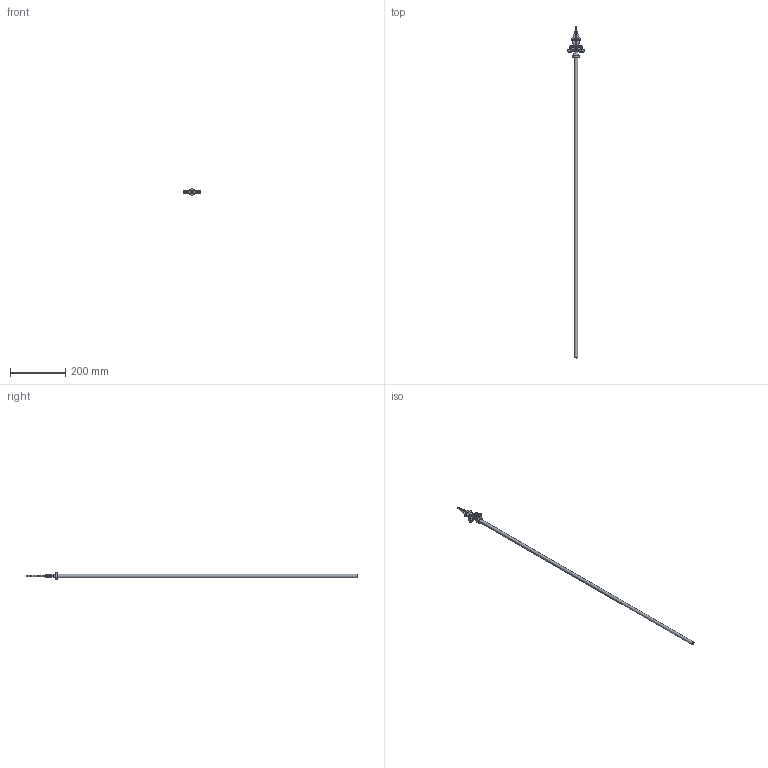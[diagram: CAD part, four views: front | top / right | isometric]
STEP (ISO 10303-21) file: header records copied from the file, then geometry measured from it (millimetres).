
FILE_DESCRIPTION (( 'STEP AP203' ), '1' );
FILE_NAME ('18520.STEP', '2022-04-22T08:29:16', ( '' ), ( '' ), 'SwSTEP 2.0', 'SolidWorks 2018', '' );
FILE_SCHEMA (( 'CONFIG_CONTROL_DESIGN' ));
Length unit declared in the file: millimetre
Products named in the file (1): 18520
Bounding box: 62 x 1200 x 22.5 mm (x, y, z)
Volume: 143115.8 mm3; surface area: 49476.6 mm2
Topology: 1 solids, 1 shells, 515 faces, 1293 edges, 786 vertices
Faces by surface type: plane 159, bspline 154, cylinder 89, torus 81, cone 16, sphere 16
Full cylindrical faces by diameter (mm): 12 x1, 22.5 x1
Entity records: 22145 total; most frequent: CARTESIAN_POINT 10857, ORIENTED_EDGE 2550, DIRECTION 1985, EDGE_CURVE 1275, VERTEX_POINT 786, AXIS2_PLACEMENT_3D 700, VECTOR 585, LINE 585
